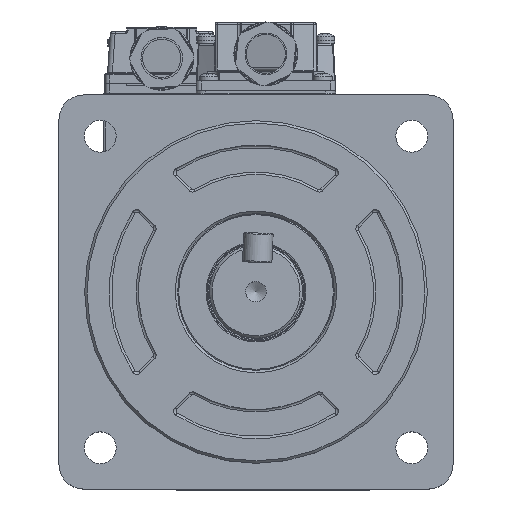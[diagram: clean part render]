
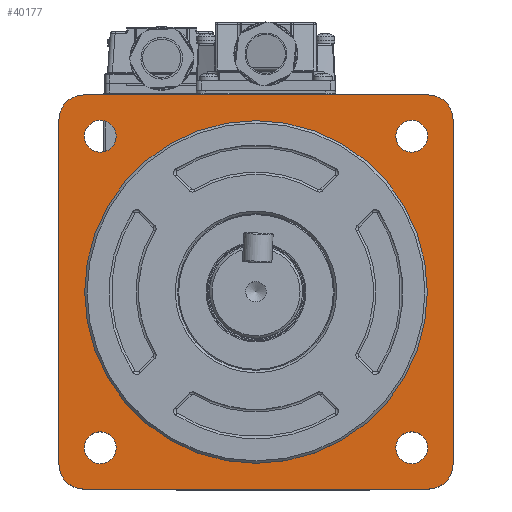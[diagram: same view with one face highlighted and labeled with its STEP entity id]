
A CAD part, top view. The second image highlights one B-rep face of the part: STEP entity #40177.
In plain terms, the highlighted planar face has unit normal (0, 0, 1).
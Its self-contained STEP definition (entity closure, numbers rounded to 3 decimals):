
#640 = CIRCLE ( 'NONE', #51151, 5. ) ;
#1277 = LINE ( 'NONE', #27871, #47969 ) ;
#1786 = EDGE_LOOP ( 'NONE', ( #54050 ) ) ;
#2686 = VERTEX_POINT ( 'NONE', #47112 ) ;
#3139 = EDGE_LOOP ( 'NONE', ( #39924 ) ) ;
#3439 = DIRECTION ( 'NONE',  ( 0., 0., 1. ) ) ;
#3456 = VERTEX_POINT ( 'NONE', #64037 ) ;
#4116 = ORIENTED_EDGE ( 'NONE', *, *, #48422, .T. ) ;
#4277 = EDGE_CURVE ( 'NONE', #27578, #27578, #17351, .T. ) ;
#4416 = DIRECTION ( 'NONE',  ( 1., 0., 0. ) ) ;
#4434 = VERTEX_POINT ( 'NONE', #57017 ) ;
#4714 = EDGE_CURVE ( 'NONE', #6725, #6725, #5740, .T. ) ;
#5434 = AXIS2_PLACEMENT_3D ( 'NONE', #39550, #35138, #44607 ) ;
#5740 = CIRCLE ( 'NONE', #24965, 3.25 ) ;
#6403 = CARTESIAN_POINT ( 'NONE',  ( -28.57, 31.82, 0. ) ) ;
#6514 = ORIENTED_EDGE ( 'NONE', *, *, #4714, .F. ) ;
#6527 = AXIS2_PLACEMENT_3D ( 'NONE', #31592, #48078, #32593 ) ;
#6725 = VERTEX_POINT ( 'NONE', #37334 ) ;
#6791 = CARTESIAN_POINT ( 'NONE',  ( -35.25, -35.25, 0. ) ) ;
#6963 = DIRECTION ( 'NONE',  ( 0., 0., 1. ) ) ;
#8598 = PLANE ( 'NONE',  #5434 ) ;
#8735 = CARTESIAN_POINT ( 'NONE',  ( -28.57, -31.82, 0. ) ) ;
#9443 = AXIS2_PLACEMENT_3D ( 'NONE', #6791, #17247, #53899 ) ;
#10307 = EDGE_CURVE ( 'NONE', #40006, #40006, #12689, .T. ) ;
#10328 = LINE ( 'NONE', #25816, #27558 ) ;
#11368 = DIRECTION ( 'NONE',  ( 0., 1., 0. ) ) ;
#11420 = EDGE_CURVE ( 'NONE', #27898, #4434, #33089, .T. ) ;
#12689 = CIRCLE ( 'NONE', #26731, 3.25 ) ;
#13588 = EDGE_CURVE ( 'NONE', #20170, #21119, #47021, .T. ) ;
#13864 = CARTESIAN_POINT ( 'NONE',  ( -31.82, -31.82, 0. ) ) ;
#17247 = DIRECTION ( 'NONE',  ( 0., 0., 1. ) ) ;
#17351 = CIRCLE ( 'NONE', #33424, 3.25 ) ;
#18382 = EDGE_CURVE ( 'NONE', #4434, #41223, #10328, .T. ) ;
#18689 = AXIS2_PLACEMENT_3D ( 'NONE', #58485, #6963, #33866 ) ;
#18703 = FACE_BOUND ( 'NONE', #30256, .T. ) ;
#19110 = CIRCLE ( 'NONE', #9443, 5. ) ;
#19427 = CIRCLE ( 'NONE', #6527, 5. ) ;
#19528 = EDGE_LOOP ( 'NONE', ( #66466 ) ) ;
#20170 = VERTEX_POINT ( 'NONE', #25680 ) ;
#21119 = VERTEX_POINT ( 'NONE', #47239 ) ;
#23379 = DIRECTION ( 'NONE',  ( 0., 0., 1. ) ) ;
#23592 = ORIENTED_EDGE ( 'NONE', *, *, #40656, .T. ) ;
#23728 = DIRECTION ( 'NONE',  ( 1., 0., 0. ) ) ;
#23944 = DIRECTION ( 'NONE',  ( 0., 0., 1. ) ) ;
#24965 = AXIS2_PLACEMENT_3D ( 'NONE', #29663, #3439, #49893 ) ;
#25680 = CARTESIAN_POINT ( 'NONE',  ( -35.25, -40.25, 0. ) ) ;
#25816 = CARTESIAN_POINT ( 'NONE',  ( -40.25, 40.25, 0. ) ) ;
#26731 = AXIS2_PLACEMENT_3D ( 'NONE', #13864, #23944, #44470 ) ;
#27558 = VECTOR ( 'NONE', #51383, 1000. ) ;
#27578 = VERTEX_POINT ( 'NONE', #6403 ) ;
#27871 = CARTESIAN_POINT ( 'NONE',  ( -40.25, 40.25, 0. ) ) ;
#27898 = VERTEX_POINT ( 'NONE', #51324 ) ;
#28017 = DIRECTION ( 'NONE',  ( 1., 0., 0. ) ) ;
#28751 = CARTESIAN_POINT ( 'NONE',  ( -31.82, 31.82, 0. ) ) ;
#28777 = CARTESIAN_POINT ( 'NONE',  ( -40.25, 35.25, 0. ) ) ;
#29344 = CARTESIAN_POINT ( 'NONE',  ( -35.25, 35.25, 0. ) ) ;
#29663 = CARTESIAN_POINT ( 'NONE',  ( 31.82, -31.82, 0. ) ) ;
#30256 = EDGE_LOOP ( 'NONE', ( #6514 ) ) ;
#30868 = CARTESIAN_POINT ( 'NONE',  ( -40.25, -40.25, 0. ) ) ;
#31174 = EDGE_LOOP ( 'NONE', ( #56943 ) ) ;
#31592 = CARTESIAN_POINT ( 'NONE',  ( 35.25, -35.25, 0. ) ) ;
#31716 = CARTESIAN_POINT ( 'NONE',  ( 35.25, 35.25, 0. ) ) ;
#32029 = AXIS2_PLACEMENT_3D ( 'NONE', #31716, #47870, #28017 ) ;
#32183 = CARTESIAN_POINT ( 'NONE',  ( 31.82, 31.82, 0. ) ) ;
#32512 = AXIS2_PLACEMENT_3D ( 'NONE', #32183, #52723, #52050 ) ;
#32593 = DIRECTION ( 'NONE',  ( 1., 0., 0. ) ) ;
#33089 = CIRCLE ( 'NONE', #32029, 5. ) ;
#33424 = AXIS2_PLACEMENT_3D ( 'NONE', #28751, #23379, #23728 ) ;
#33866 = DIRECTION ( 'NONE',  ( 1., 0., 0. ) ) ;
#34595 = EDGE_CURVE ( 'NONE', #45972, #45972, #57224, .T. ) ;
#34724 = VERTEX_POINT ( 'NONE', #28777 ) ;
#35138 = DIRECTION ( 'NONE',  ( 0., 0., 1. ) ) ;
#36245 = DIRECTION ( 'NONE',  ( 1., 0., 0. ) ) ;
#36602 = LINE ( 'NONE', #57476, #42069 ) ;
#37334 = CARTESIAN_POINT ( 'NONE',  ( 35.07, -31.82, 0. ) ) ;
#37696 = CARTESIAN_POINT ( 'NONE',  ( 40.25, -35.25, 0. ) ) ;
#38277 = DIRECTION ( 'NONE',  ( 0., -1., 0. ) ) ;
#38291 = VERTEX_POINT ( 'NONE', #37696 ) ;
#39205 = FACE_OUTER_BOUND ( 'NONE', #66522, .T. ) ;
#39550 = CARTESIAN_POINT ( 'NONE',  ( 0., 0., 0. ) ) ;
#39875 = FACE_BOUND ( 'NONE', #19528, .T. ) ;
#39924 = ORIENTED_EDGE ( 'NONE', *, *, #34595, .F. ) ;
#40006 = VERTEX_POINT ( 'NONE', #8735 ) ;
#40177 = ADVANCED_FACE ( 'NONE', ( #64795, #39875, #18703, #54720, #45264, #39205 ), #8598, .T. ) ;
#40656 = EDGE_CURVE ( 'NONE', #21119, #38291, #19427, .T. ) ;
#41223 = VERTEX_POINT ( 'NONE', #56695 ) ;
#42069 = VECTOR ( 'NONE', #11368, 1000. ) ;
#42425 = ORIENTED_EDGE ( 'NONE', *, *, #42900, .T. ) ;
#42900 = EDGE_CURVE ( 'NONE', #38291, #27898, #36602, .T. ) ;
#43930 = ORIENTED_EDGE ( 'NONE', *, *, #11420, .T. ) ;
#44166 = ORIENTED_EDGE ( 'NONE', *, *, #51841, .T. ) ;
#44470 = DIRECTION ( 'NONE',  ( 1., 0., 0. ) ) ;
#44607 = DIRECTION ( 'NONE',  ( 1., 0., 0. ) ) ;
#45264 = FACE_BOUND ( 'NONE', #1786, .T. ) ;
#45972 = VERTEX_POINT ( 'NONE', #56408 ) ;
#46542 = EDGE_CURVE ( 'NONE', #3456, #3456, #62734, .T. ) ;
#47021 = LINE ( 'NONE', #30868, #51210 ) ;
#47112 = CARTESIAN_POINT ( 'NONE',  ( -40.25, -35.25, 0. ) ) ;
#47239 = CARTESIAN_POINT ( 'NONE',  ( 35.25, -40.25, 0. ) ) ;
#47870 = DIRECTION ( 'NONE',  ( 0., 0., 1. ) ) ;
#47969 = VECTOR ( 'NONE', #38277, 1000. ) ;
#48078 = DIRECTION ( 'NONE',  ( 0., 0., 1. ) ) ;
#48422 = EDGE_CURVE ( 'NONE', #41223, #34724, #640, .T. ) ;
#49025 = EDGE_CURVE ( 'NONE', #34724, #2686, #1277, .T. ) ;
#49893 = DIRECTION ( 'NONE',  ( 1., 0., 0. ) ) ;
#51151 = AXIS2_PLACEMENT_3D ( 'NONE', #29344, #55271, #4416 ) ;
#51167 = ORIENTED_EDGE ( 'NONE', *, *, #13588, .T. ) ;
#51210 = VECTOR ( 'NONE', #36245, 1000. ) ;
#51324 = CARTESIAN_POINT ( 'NONE',  ( 40.25, 35.25, 0. ) ) ;
#51383 = DIRECTION ( 'NONE',  ( -1., 0., 0. ) ) ;
#51841 = EDGE_CURVE ( 'NONE', #2686, #20170, #19110, .T. ) ;
#52050 = DIRECTION ( 'NONE',  ( 1., 0., 0. ) ) ;
#52723 = DIRECTION ( 'NONE',  ( 0., 0., 1. ) ) ;
#53899 = DIRECTION ( 'NONE',  ( 1., 0., 0. ) ) ;
#54050 = ORIENTED_EDGE ( 'NONE', *, *, #46542, .F. ) ;
#54204 = ORIENTED_EDGE ( 'NONE', *, *, #18382, .T. ) ;
#54720 = FACE_BOUND ( 'NONE', #3139, .T. ) ;
#55271 = DIRECTION ( 'NONE',  ( 0., 0., 1. ) ) ;
#56408 = CARTESIAN_POINT ( 'NONE',  ( 35.07, 31.82, 0. ) ) ;
#56695 = CARTESIAN_POINT ( 'NONE',  ( -35.25, 40.25, 0. ) ) ;
#56943 = ORIENTED_EDGE ( 'NONE', *, *, #4277, .F. ) ;
#57017 = CARTESIAN_POINT ( 'NONE',  ( 35.25, 40.25, 0. ) ) ;
#57224 = CIRCLE ( 'NONE', #32512, 3.25 ) ;
#57476 = CARTESIAN_POINT ( 'NONE',  ( 40.25, 40.25, 0. ) ) ;
#58485 = CARTESIAN_POINT ( 'NONE',  ( 0., 0., 0. ) ) ;
#60797 = ORIENTED_EDGE ( 'NONE', *, *, #49025, .T. ) ;
#62734 = CIRCLE ( 'NONE', #18689, 35. ) ;
#64037 = CARTESIAN_POINT ( 'NONE',  ( 35., 0., 0. ) ) ;
#64795 = FACE_BOUND ( 'NONE', #31174, .T. ) ;
#66466 = ORIENTED_EDGE ( 'NONE', *, *, #10307, .F. ) ;
#66522 = EDGE_LOOP ( 'NONE', ( #60797, #44166, #51167, #23592, #42425, #43930, #54204, #4116 ) ) ;
